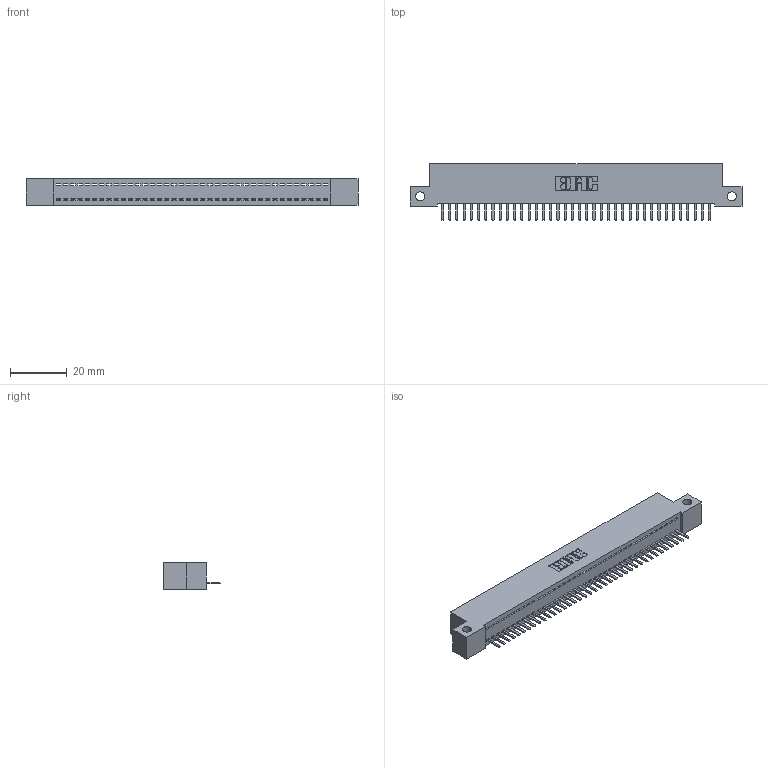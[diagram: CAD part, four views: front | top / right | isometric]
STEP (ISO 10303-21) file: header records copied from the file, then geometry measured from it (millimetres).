
FILE_DESCRIPTION (( 'STEP AP203' ), '1' );
FILE_NAME ('342-038-520-112.STEP', '2018-08-11T21:46:31', ( '' ), ( '' ), 'SwSTEP 2.0', 'SolidWorks 2016', '' );
FILE_SCHEMA (( 'CONFIG_CONTROL_DESIGN' ));
Length unit declared in the file: inch
Products named in the file (3): 342 Part_Side Mount; 345-292-001_345-293-120; 342-038-520-112
Assembly tree (39 placements, depth 2):
  342-038-520-112
    342 Part_Side Mount
    345-292-001_345-293-120  x38
Bounding box: 116.84 x 20.02 x 9.4 mm (x, y, z)
Volume: 10046.6 mm3; surface area: 14165.5 mm2
Topology: 39 solids, 39 shells, 2466 faces, 7291 edges, 4758 vertices
Faces by surface type: plane 1738, cylinder 728
Entity records: 23733 total; most frequent: CARTESIAN_POINT 4112, ORIENTED_EDGE 4074, DIRECTION 3465, EDGE_CURVE 2037, LINE 1905, VECTOR 1905, VERTEX_POINT 1354, AXIS2_PLACEMENT_3D 780
